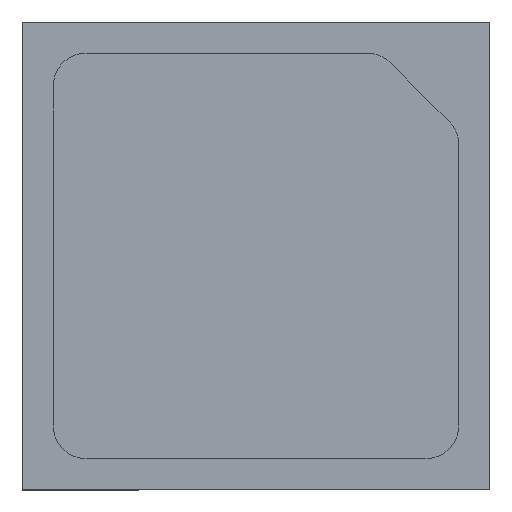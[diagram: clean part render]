
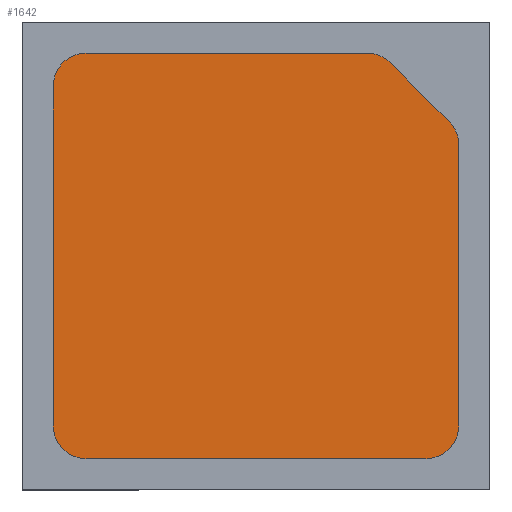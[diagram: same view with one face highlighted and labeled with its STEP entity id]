
A CAD part, top view. The second image highlights one B-rep face of the part: STEP entity #1642.
In plain terms, the highlighted planar face has unit normal (0, 0, 1).
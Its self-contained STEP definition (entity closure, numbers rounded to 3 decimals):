
#18 = CARTESIAN_POINT ( 'NONE',  ( 0.713, 1.3, 0. ) ) ;
#37 = VECTOR ( 'NONE', #719, 1000. ) ;
#41 = EDGE_CURVE ( 'NONE', #196, #1987, #2157, .T. ) ;
#57 = CIRCLE ( 'NONE', #636, 0.21 ) ;
#58 = CIRCLE ( 'NONE', #1671, 0.21 ) ;
#71 = LINE ( 'NONE', #748, #391 ) ;
#101 = CARTESIAN_POINT ( 'NONE',  ( 0.713, 1.3, 0. ) ) ;
#129 = PLANE ( 'NONE',  #2149 ) ;
#144 = CIRCLE ( 'NONE', #825, 0.21 ) ;
#163 = DIRECTION ( 'NONE',  ( -1., 0., 0. ) ) ;
#184 = LINE ( 'NONE', #18, #2194 ) ;
#196 = VERTEX_POINT ( 'NONE', #879 ) ;
#211 = AXIS2_PLACEMENT_3D ( 'NONE', #870, #571, #1057 ) ;
#228 = CARTESIAN_POINT ( 'NONE',  ( 0.713, 1.09, 0. ) ) ;
#241 = VERTEX_POINT ( 'NONE', #101 ) ;
#287 = DIRECTION ( 'NONE',  ( -1., 0., 0. ) ) ;
#350 = AXIS2_PLACEMENT_3D ( 'NONE', #2050, #1696, #287 ) ;
#357 = DIRECTION ( 'NONE',  ( -0.707, 0.707, 0. ) ) ;
#380 = EDGE_CURVE ( 'NONE', #1933, #1262, #144, .T. ) ;
#391 = VECTOR ( 'NONE', #2127, 1000. ) ;
#495 = CARTESIAN_POINT ( 'NONE',  ( 0., 0., 0. ) ) ;
#531 = CARTESIAN_POINT ( 'NONE',  ( 1.238, 0.862, 0. ) ) ;
#556 = EDGE_CURVE ( 'NONE', #1259, #196, #1559, .T. ) ;
#558 = EDGE_CURVE ( 'NONE', #241, #2033, #184, .T. ) ;
#560 = EDGE_LOOP ( 'NONE', ( #2135, #1694, #1007, #2017, #1077, #1178, #579, #1405, #1270, #2078 ) ) ;
#571 = DIRECTION ( 'NONE',  ( 0., 0., 1. ) ) ;
#579 = ORIENTED_EDGE ( 'NONE', *, *, #2181, .T. ) ;
#634 = CARTESIAN_POINT ( 'NONE',  ( 1.3, 0.713, 0. ) ) ;
#636 = AXIS2_PLACEMENT_3D ( 'NONE', #2188, #1507, #1327 ) ;
#661 = CARTESIAN_POINT ( 'NONE',  ( -1.09, -1.3, 0. ) ) ;
#717 = CARTESIAN_POINT ( 'NONE',  ( 1.238, 0.862, 0. ) ) ;
#719 = DIRECTION ( 'NONE',  ( 0., -1., 0. ) ) ;
#723 = LINE ( 'NONE', #2126, #2003 ) ;
#742 = CARTESIAN_POINT ( 'NONE',  ( 1.3, -1.09, 0. ) ) ;
#748 = CARTESIAN_POINT ( 'NONE',  ( 1.09, -1.3, 0. ) ) ;
#771 = VECTOR ( 'NONE', #357, 1000. ) ;
#796 = EDGE_CURVE ( 'NONE', #2033, #1259, #1269, .T. ) ;
#825 = AXIS2_PLACEMENT_3D ( 'NONE', #1331, #1486, #163 ) ;
#870 = CARTESIAN_POINT ( 'NONE',  ( -1.09, -1.09, 0. ) ) ;
#877 = EDGE_CURVE ( 'NONE', #1912, #943, #57, .T. ) ;
#879 = CARTESIAN_POINT ( 'NONE',  ( -1.3, -1.09, 0. ) ) ;
#915 = DIRECTION ( 'NONE',  ( 0., 0., 1. ) ) ;
#943 = VERTEX_POINT ( 'NONE', #742 ) ;
#1007 = ORIENTED_EDGE ( 'NONE', *, *, #556, .T. ) ;
#1037 = CARTESIAN_POINT ( 'NONE',  ( -1.09, 1.3, 0. ) ) ;
#1057 = DIRECTION ( 'NONE',  ( 1., 0., 0. ) ) ;
#1077 = ORIENTED_EDGE ( 'NONE', *, *, #1891, .T. ) ;
#1177 = DIRECTION ( 'NONE',  ( 1., 0., 0. ) ) ;
#1178 = ORIENTED_EDGE ( 'NONE', *, *, #877, .T. ) ;
#1259 = VERTEX_POINT ( 'NONE', #1369 ) ;
#1262 = VERTEX_POINT ( 'NONE', #531 ) ;
#1269 = CIRCLE ( 'NONE', #350, 0.21 ) ;
#1270 = ORIENTED_EDGE ( 'NONE', *, *, #1278, .T. ) ;
#1278 = EDGE_CURVE ( 'NONE', #1262, #1680, #1550, .T. ) ;
#1282 = DIRECTION ( 'NONE',  ( 0., 1., 0. ) ) ;
#1309 = CARTESIAN_POINT ( 'NONE',  ( 1.09, -1.3, 0. ) ) ;
#1326 = CARTESIAN_POINT ( 'NONE',  ( 0.862, 1.238, 0. ) ) ;
#1327 = DIRECTION ( 'NONE',  ( -1., 0., 0. ) ) ;
#1331 = CARTESIAN_POINT ( 'NONE',  ( 1.09, 0.713, 0. ) ) ;
#1346 = FACE_OUTER_BOUND ( 'NONE', #560, .T. ) ;
#1369 = CARTESIAN_POINT ( 'NONE',  ( -1.3, 1.09, 0. ) ) ;
#1405 = ORIENTED_EDGE ( 'NONE', *, *, #380, .T. ) ;
#1424 = EDGE_CURVE ( 'NONE', #1680, #241, #58, .T. ) ;
#1486 = DIRECTION ( 'NONE',  ( 0., 0., 1. ) ) ;
#1507 = DIRECTION ( 'NONE',  ( 0., 0., 1. ) ) ;
#1550 = LINE ( 'NONE', #717, #771 ) ;
#1559 = LINE ( 'NONE', #1906, #37 ) ;
#1629 = DIRECTION ( 'NONE',  ( -1., 0., 0. ) ) ;
#1642 = ADVANCED_FACE ( 'NONE', ( #1346 ), #129, .T. ) ;
#1671 = AXIS2_PLACEMENT_3D ( 'NONE', #228, #915, #1629 ) ;
#1680 = VERTEX_POINT ( 'NONE', #1326 ) ;
#1694 = ORIENTED_EDGE ( 'NONE', *, *, #796, .T. ) ;
#1696 = DIRECTION ( 'NONE',  ( 0., 0., 1. ) ) ;
#1737 = DIRECTION ( 'NONE',  ( -1., 0., 0. ) ) ;
#1891 = EDGE_CURVE ( 'NONE', #1987, #1912, #71, .T. ) ;
#1906 = CARTESIAN_POINT ( 'NONE',  ( -1.3, -1.09, 0. ) ) ;
#1912 = VERTEX_POINT ( 'NONE', #1309 ) ;
#1933 = VERTEX_POINT ( 'NONE', #634 ) ;
#1987 = VERTEX_POINT ( 'NONE', #661 ) ;
#2003 = VECTOR ( 'NONE', #1282, 1000. ) ;
#2017 = ORIENTED_EDGE ( 'NONE', *, *, #41, .T. ) ;
#2033 = VERTEX_POINT ( 'NONE', #1037 ) ;
#2038 = DIRECTION ( 'NONE',  ( 0., 0., 1. ) ) ;
#2050 = CARTESIAN_POINT ( 'NONE',  ( -1.09, 1.09, 0. ) ) ;
#2078 = ORIENTED_EDGE ( 'NONE', *, *, #1424, .T. ) ;
#2126 = CARTESIAN_POINT ( 'NONE',  ( 1.3, -1.09, 0. ) ) ;
#2127 = DIRECTION ( 'NONE',  ( 1., 0., 0. ) ) ;
#2135 = ORIENTED_EDGE ( 'NONE', *, *, #558, .T. ) ;
#2149 = AXIS2_PLACEMENT_3D ( 'NONE', #495, #2038, #1177 ) ;
#2157 = CIRCLE ( 'NONE', #211, 0.21 ) ;
#2181 = EDGE_CURVE ( 'NONE', #943, #1933, #723, .T. ) ;
#2188 = CARTESIAN_POINT ( 'NONE',  ( 1.09, -1.09, 0. ) ) ;
#2194 = VECTOR ( 'NONE', #1737, 1000. ) ;
